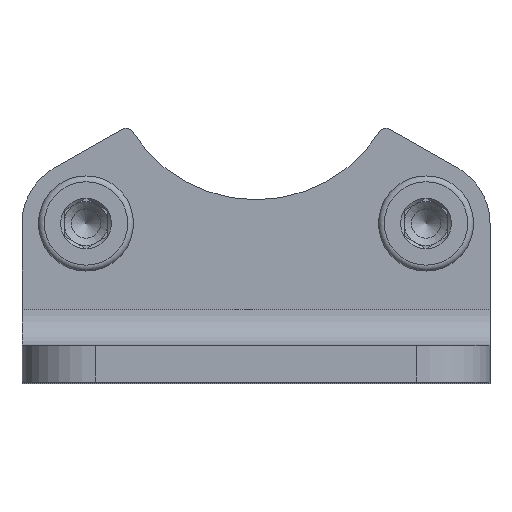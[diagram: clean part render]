
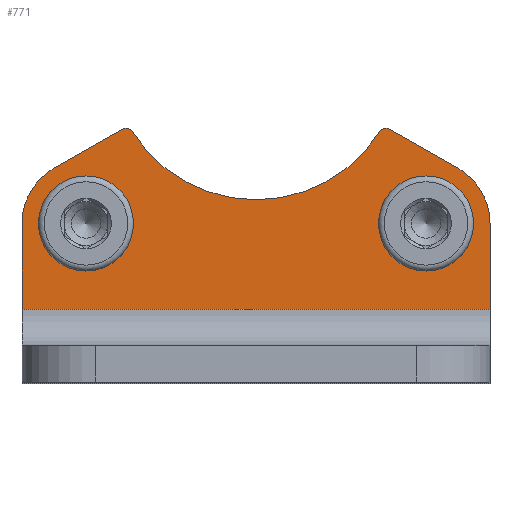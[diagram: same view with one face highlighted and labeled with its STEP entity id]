
A CAD part, top view. The second image highlights one B-rep face of the part: STEP entity #771.
In plain terms, the highlighted face is planar.
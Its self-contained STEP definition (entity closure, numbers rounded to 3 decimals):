
#90=LINE('',#1244,#138);
#96=LINE('',#1259,#144);
#101=LINE('',#1284,#149);
#102=LINE('',#1290,#150);
#103=LINE('',#1296,#151);
#138=VECTOR('',#983,1000.);
#144=VECTOR('',#995,1000.);
#149=VECTOR('',#1022,1000.);
#150=VECTOR('',#1029,1000.);
#151=VECTOR('',#1034,1000.);
#232=ORIENTED_EDGE('',*,*,#419,.F.);
#233=ORIENTED_EDGE('',*,*,#420,.F.);
#234=ORIENTED_EDGE('',*,*,#421,.T.);
#235=ORIENTED_EDGE('',*,*,#422,.T.);
#236=ORIENTED_EDGE('',*,*,#397,.F.);
#237=ORIENTED_EDGE('',*,*,#418,.T.);
#238=ORIENTED_EDGE('',*,*,#405,.T.);
#239=ORIENTED_EDGE('',*,*,#423,.T.);
#240=ORIENTED_EDGE('',*,*,#424,.T.);
#241=ORIENTED_EDGE('',*,*,#425,.T.);
#242=ORIENTED_EDGE('',*,*,#426,.F.);
#243=ORIENTED_EDGE('',*,*,#427,.T.);
#397=EDGE_CURVE('',#495,#496,#90,.T.);
#405=EDGE_CURVE('',#502,#501,#96,.T.);
#418=EDGE_CURVE('',#495,#502,#101,.T.);
#419=EDGE_CURVE('',#511,#511,#566,.F.);
#420=EDGE_CURVE('',#512,#512,#567,.F.);
#421=EDGE_CURVE('',#513,#514,#102,.T.);
#422=EDGE_CURVE('',#514,#496,#568,.F.);
#423=EDGE_CURVE('',#501,#515,#569,.F.);
#424=EDGE_CURVE('',#515,#516,#103,.T.);
#425=EDGE_CURVE('',#516,#517,#570,.F.);
#426=EDGE_CURVE('',#518,#517,#571,.F.);
#427=EDGE_CURVE('',#518,#513,#572,.F.);
#495=VERTEX_POINT('',#1243);
#496=VERTEX_POINT('',#1245);
#501=VERTEX_POINT('',#1258);
#502=VERTEX_POINT('',#1260);
#511=VERTEX_POINT('',#1287);
#512=VERTEX_POINT('',#1289);
#513=VERTEX_POINT('',#1291);
#514=VERTEX_POINT('',#1292);
#515=VERTEX_POINT('',#1295);
#516=VERTEX_POINT('',#1297);
#517=VERTEX_POINT('',#1299);
#518=VERTEX_POINT('',#1301);
#566=CIRCLE('',#869,4.5);
#567=CIRCLE('',#870,4.5);
#568=CIRCLE('',#871,8.75);
#569=CIRCLE('',#872,8.75);
#570=CIRCLE('',#873,1.);
#571=CIRCLE('',#874,20.);
#572=CIRCLE('',#875,1.);
#608=EDGE_LOOP('',(#232));
#609=EDGE_LOOP('',(#233));
#610=EDGE_LOOP('',(#234,#235,#236,#237,#238,#239,#240,#241,#242,#243));
#680=FACE_BOUND('',#608,.T.);
#681=FACE_BOUND('',#609,.T.);
#682=FACE_BOUND('',#610,.T.);
#745=PLANE('',#868);
#771=ADVANCED_FACE('',(#680,#681,#682),#745,.F.);
#868=AXIS2_PLACEMENT_3D('',#1285,#1023,#1024);
#869=AXIS2_PLACEMENT_3D('',#1286,#1025,#1026);
#870=AXIS2_PLACEMENT_3D('',#1288,#1027,#1028);
#871=AXIS2_PLACEMENT_3D('',#1293,#1030,#1031);
#872=AXIS2_PLACEMENT_3D('',#1294,#1032,#1033);
#873=AXIS2_PLACEMENT_3D('',#1298,#1035,#1036);
#874=AXIS2_PLACEMENT_3D('',#1300,#1037,#1038);
#875=AXIS2_PLACEMENT_3D('',#1302,#1039,#1040);
#983=DIRECTION('',(0.,1.,0.));
#995=DIRECTION('',(0.,1.,0.));
#1022=DIRECTION('',(0.,0.,-1.));
#1023=DIRECTION('',(-1.,0.,0.));
#1024=DIRECTION('',(0.,0.,1.));
#1025=DIRECTION('',(-1.,0.,0.));
#1026=DIRECTION('',(0.,0.,1.));
#1027=DIRECTION('',(-1.,0.,0.));
#1028=DIRECTION('',(0.,0.,1.));
#1029=DIRECTION('',(0.,-0.493,0.87));
#1030=DIRECTION('',(-1.,0.,0.));
#1031=DIRECTION('',(0.,0.,1.));
#1032=DIRECTION('',(-1.,0.,0.));
#1033=DIRECTION('',(0.,0.,1.));
#1034=DIRECTION('',(0.,0.493,0.87));
#1035=DIRECTION('',(-1.,0.,0.));
#1036=DIRECTION('',(0.,0.,1.));
#1037=DIRECTION('',(-1.,0.,0.));
#1038=DIRECTION('',(0.,0.,1.));
#1039=DIRECTION('',(-1.,0.,0.));
#1040=DIRECTION('',(0.,0.,1.));
#1243=CARTESIAN_POINT('',(5.,-35.,32.));
#1244=CARTESIAN_POINT('',(5.,-35.,32.));
#1245=CARTESIAN_POINT('',(5.,-23.25,32.));
#1258=CARTESIAN_POINT('',(5.,-23.25,-32.));
#1259=CARTESIAN_POINT('',(5.,-35.,-32.));
#1260=CARTESIAN_POINT('',(5.,-35.,-32.));
#1284=CARTESIAN_POINT('',(5.,-35.,32.));
#1285=CARTESIAN_POINT('',(5.,-35.,32.));
#1286=CARTESIAN_POINT('',(5.,-23.25,-23.25));
#1287=CARTESIAN_POINT('',(5.,-23.25,-18.75));
#1288=CARTESIAN_POINT('',(5.,-23.25,23.25));
#1289=CARTESIAN_POINT('',(5.,-23.25,27.75));
#1290=CARTESIAN_POINT('',(5.,-22.256,39.23));
#1291=CARTESIAN_POINT('',(5.,-10.35,18.245));
#1292=CARTESIAN_POINT('',(5.,-15.639,27.568));
#1293=CARTESIAN_POINT('',(5.,-23.25,23.25));
#1294=CARTESIAN_POINT('',(5.,-23.25,-23.25));
#1295=CARTESIAN_POINT('',(5.,-15.639,-27.568));
#1296=CARTESIAN_POINT('',(5.,5.212,9.187));
#1297=CARTESIAN_POINT('',(5.,-10.35,-18.245));
#1298=CARTESIAN_POINT('',(5.,-11.22,-17.751));
#1299=CARTESIAN_POINT('',(5.,-10.686,-16.906));
#1300=CARTESIAN_POINT('',(5.,0.,0.));
#1301=CARTESIAN_POINT('',(5.,-10.686,16.906));
#1302=CARTESIAN_POINT('',(5.,-11.22,17.751));
